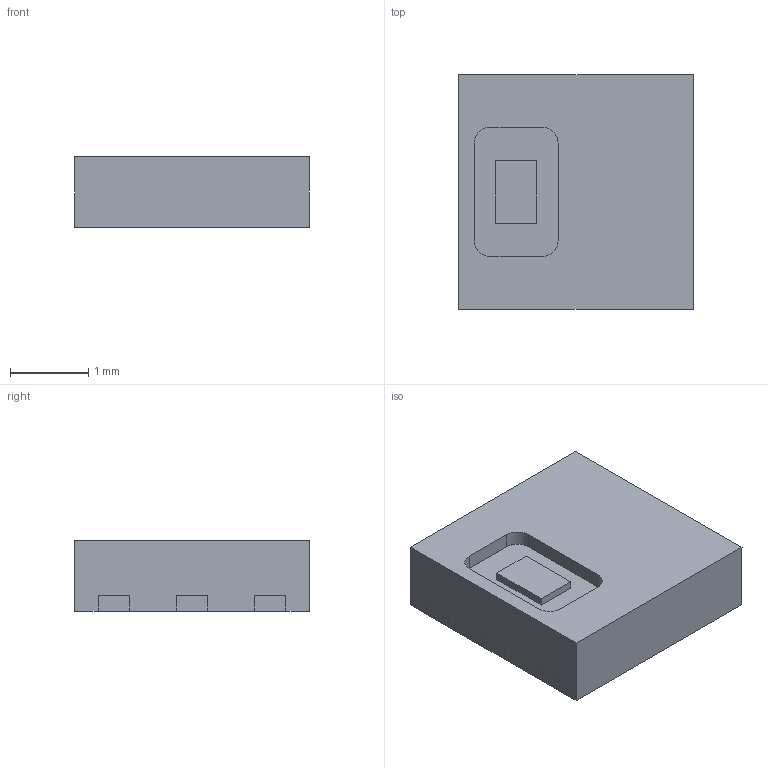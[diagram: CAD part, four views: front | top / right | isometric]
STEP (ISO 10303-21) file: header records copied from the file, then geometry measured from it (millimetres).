
FILE_DESCRIPTION(('FreeCAD Model'),'2;1');
FILE_NAME('humidity.step', '2021-01-06T10:13:43',('Author'),(''), 'Open CASCADE STEP processor 7.3','FreeCAD','Unknown');
FILE_SCHEMA(('AUTOMOTIVE_DESIGN { 1 0 10303 214 1 1 1 1 }'));
Length unit declared in the file: millimetre
Products named in the file (1): HPP845E031R5
Bounding box: 3 x 3 x 0.9 mm (x, y, z)
Volume: 7.8 mm3; surface area: 48.3 mm2
Topology: 10 solids, 10 shells, 116 faces, 846 edges, 2444 vertices
Faces by surface type: plane 84, cylinder 32
Entity records: 14646 total; most frequent: CARTESIAN_POINT 4061, DIRECTION 1821, LINE 1154, VECTOR 1154, GEOMETRIC_CURVE_SET 565, ORIENTED_EDGE 564, PCURVE 564, DEFINITIONAL_REPRESENTATION 564
